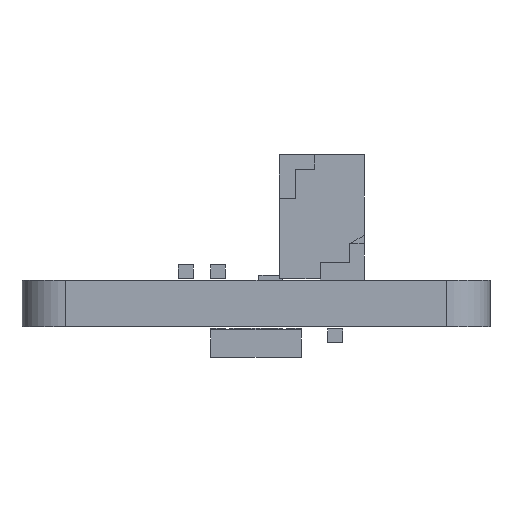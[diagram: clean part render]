
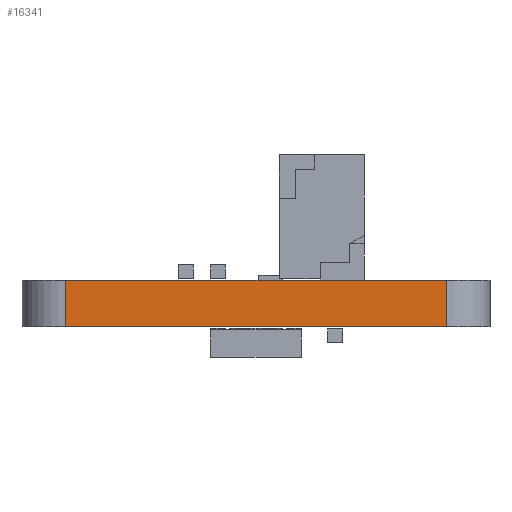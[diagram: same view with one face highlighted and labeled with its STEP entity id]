
A CAD part, left-side view. The second image highlights one B-rep face of the part: STEP entity #16341.
In plain terms, the highlighted planar face has unit normal (-1, 0, 0).
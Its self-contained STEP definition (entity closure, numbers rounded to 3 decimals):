
#16158 = CYLINDRICAL_SURFACE('',#16159,1.5);
#16159 = AXIS2_PLACEMENT_3D('',#16160,#16161,#16162);
#16160 = CARTESIAN_POINT('',(101.5,-85.5,0.));
#16161 = DIRECTION('',(-0.,-0.,-1.));
#16162 = DIRECTION('',(1.,0.,-0.));
#16183 = VERTEX_POINT('',#16184);
#16184 = CARTESIAN_POINT('',(100.,-85.5,1.59));
#16199 = PLANE('',#16200);
#16200 = AXIS2_PLACEMENT_3D('',#16201,#16202,#16203);
#16201 = CARTESIAN_POINT('',(108.,-92.,1.59));
#16202 = DIRECTION('',(0.,0.,1.));
#16203 = DIRECTION('',(1.,0.,-0.));
#16211 = EDGE_CURVE('',#16212,#16183,#16214,.T.);
#16212 = VERTEX_POINT('',#16213);
#16213 = CARTESIAN_POINT('',(100.,-85.5,0.));
#16214 = SURFACE_CURVE('',#16215,(#16219,#16226),.PCURVE_S1.);
#16215 = LINE('',#16216,#16217);
#16216 = CARTESIAN_POINT('',(100.,-85.5,0.));
#16217 = VECTOR('',#16218,1.);
#16218 = DIRECTION('',(0.,0.,1.));
#16219 = PCURVE('',#16158,#16220);
#16220 = DEFINITIONAL_REPRESENTATION('',(#16221),#16225);
#16221 = LINE('',#16222,#16223);
#16222 = CARTESIAN_POINT('',(-3.142,0.));
#16223 = VECTOR('',#16224,1.);
#16224 = DIRECTION('',(-0.,-1.));
#16225 = ( GEOMETRIC_REPRESENTATION_CONTEXT(2) 
PARAMETRIC_REPRESENTATION_CONTEXT() REPRESENTATION_CONTEXT('2D SPACE',''
  ) );
#16226 = PCURVE('',#16227,#16232);
#16227 = PLANE('',#16228);
#16228 = AXIS2_PLACEMENT_3D('',#16229,#16230,#16231);
#16229 = CARTESIAN_POINT('',(100.,-85.5,0.));
#16230 = DIRECTION('',(1.,0.,-0.));
#16231 = DIRECTION('',(0.,-1.,0.));
#16232 = DEFINITIONAL_REPRESENTATION('',(#16233),#16237);
#16233 = LINE('',#16234,#16235);
#16234 = CARTESIAN_POINT('',(0.,0.));
#16235 = VECTOR('',#16236,1.);
#16236 = DIRECTION('',(0.,-1.));
#16237 = ( GEOMETRIC_REPRESENTATION_CONTEXT(2) 
PARAMETRIC_REPRESENTATION_CONTEXT() REPRESENTATION_CONTEXT('2D SPACE',''
  ) );
#16254 = PLANE('',#16255);
#16255 = AXIS2_PLACEMENT_3D('',#16256,#16257,#16258);
#16256 = CARTESIAN_POINT('',(108.,-92.,0.));
#16257 = DIRECTION('',(0.,0.,1.));
#16258 = DIRECTION('',(1.,0.,-0.));
#16341 = ADVANCED_FACE('',(#16342),#16227,.F.);
#16342 = FACE_BOUND('',#16343,.F.);
#16343 = EDGE_LOOP('',(#16344,#16345,#16368,#16396));
#16344 = ORIENTED_EDGE('',*,*,#16211,.T.);
#16345 = ORIENTED_EDGE('',*,*,#16346,.T.);
#16346 = EDGE_CURVE('',#16183,#16347,#16349,.T.);
#16347 = VERTEX_POINT('',#16348);
#16348 = CARTESIAN_POINT('',(100.,-98.5,1.59));
#16349 = SURFACE_CURVE('',#16350,(#16354,#16361),.PCURVE_S1.);
#16350 = LINE('',#16351,#16352);
#16351 = CARTESIAN_POINT('',(100.,-85.5,1.59));
#16352 = VECTOR('',#16353,1.);
#16353 = DIRECTION('',(0.,-1.,0.));
#16354 = PCURVE('',#16227,#16355);
#16355 = DEFINITIONAL_REPRESENTATION('',(#16356),#16360);
#16356 = LINE('',#16357,#16358);
#16357 = CARTESIAN_POINT('',(0.,-1.59));
#16358 = VECTOR('',#16359,1.);
#16359 = DIRECTION('',(1.,0.));
#16360 = ( GEOMETRIC_REPRESENTATION_CONTEXT(2) 
PARAMETRIC_REPRESENTATION_CONTEXT() REPRESENTATION_CONTEXT('2D SPACE',''
  ) );
#16361 = PCURVE('',#16199,#16362);
#16362 = DEFINITIONAL_REPRESENTATION('',(#16363),#16367);
#16363 = LINE('',#16364,#16365);
#16364 = CARTESIAN_POINT('',(-8.,6.5));
#16365 = VECTOR('',#16366,1.);
#16366 = DIRECTION('',(0.,-1.));
#16367 = ( GEOMETRIC_REPRESENTATION_CONTEXT(2) 
PARAMETRIC_REPRESENTATION_CONTEXT() REPRESENTATION_CONTEXT('2D SPACE',''
  ) );
#16368 = ORIENTED_EDGE('',*,*,#16369,.F.);
#16369 = EDGE_CURVE('',#16370,#16347,#16372,.T.);
#16370 = VERTEX_POINT('',#16371);
#16371 = CARTESIAN_POINT('',(100.,-98.5,0.));
#16372 = SURFACE_CURVE('',#16373,(#16377,#16384),.PCURVE_S1.);
#16373 = LINE('',#16374,#16375);
#16374 = CARTESIAN_POINT('',(100.,-98.5,0.));
#16375 = VECTOR('',#16376,1.);
#16376 = DIRECTION('',(0.,0.,1.));
#16377 = PCURVE('',#16227,#16378);
#16378 = DEFINITIONAL_REPRESENTATION('',(#16379),#16383);
#16379 = LINE('',#16380,#16381);
#16380 = CARTESIAN_POINT('',(13.,0.));
#16381 = VECTOR('',#16382,1.);
#16382 = DIRECTION('',(0.,-1.));
#16383 = ( GEOMETRIC_REPRESENTATION_CONTEXT(2) 
PARAMETRIC_REPRESENTATION_CONTEXT() REPRESENTATION_CONTEXT('2D SPACE',''
  ) );
#16384 = PCURVE('',#16385,#16390);
#16385 = CYLINDRICAL_SURFACE('',#16386,1.5);
#16386 = AXIS2_PLACEMENT_3D('',#16387,#16388,#16389);
#16387 = CARTESIAN_POINT('',(101.5,-98.5,0.));
#16388 = DIRECTION('',(-0.,-0.,-1.));
#16389 = DIRECTION('',(1.,0.,-0.));
#16390 = DEFINITIONAL_REPRESENTATION('',(#16391),#16395);
#16391 = LINE('',#16392,#16393);
#16392 = CARTESIAN_POINT('',(-3.142,0.));
#16393 = VECTOR('',#16394,1.);
#16394 = DIRECTION('',(-0.,-1.));
#16395 = ( GEOMETRIC_REPRESENTATION_CONTEXT(2) 
PARAMETRIC_REPRESENTATION_CONTEXT() REPRESENTATION_CONTEXT('2D SPACE',''
  ) );
#16396 = ORIENTED_EDGE('',*,*,#16397,.F.);
#16397 = EDGE_CURVE('',#16212,#16370,#16398,.T.);
#16398 = SURFACE_CURVE('',#16399,(#16403,#16410),.PCURVE_S1.);
#16399 = LINE('',#16400,#16401);
#16400 = CARTESIAN_POINT('',(100.,-85.5,0.));
#16401 = VECTOR('',#16402,1.);
#16402 = DIRECTION('',(0.,-1.,0.));
#16403 = PCURVE('',#16227,#16404);
#16404 = DEFINITIONAL_REPRESENTATION('',(#16405),#16409);
#16405 = LINE('',#16406,#16407);
#16406 = CARTESIAN_POINT('',(0.,0.));
#16407 = VECTOR('',#16408,1.);
#16408 = DIRECTION('',(1.,0.));
#16409 = ( GEOMETRIC_REPRESENTATION_CONTEXT(2) 
PARAMETRIC_REPRESENTATION_CONTEXT() REPRESENTATION_CONTEXT('2D SPACE',''
  ) );
#16410 = PCURVE('',#16254,#16411);
#16411 = DEFINITIONAL_REPRESENTATION('',(#16412),#16416);
#16412 = LINE('',#16413,#16414);
#16413 = CARTESIAN_POINT('',(-8.,6.5));
#16414 = VECTOR('',#16415,1.);
#16415 = DIRECTION('',(0.,-1.));
#16416 = ( GEOMETRIC_REPRESENTATION_CONTEXT(2) 
PARAMETRIC_REPRESENTATION_CONTEXT() REPRESENTATION_CONTEXT('2D SPACE',''
  ) );
